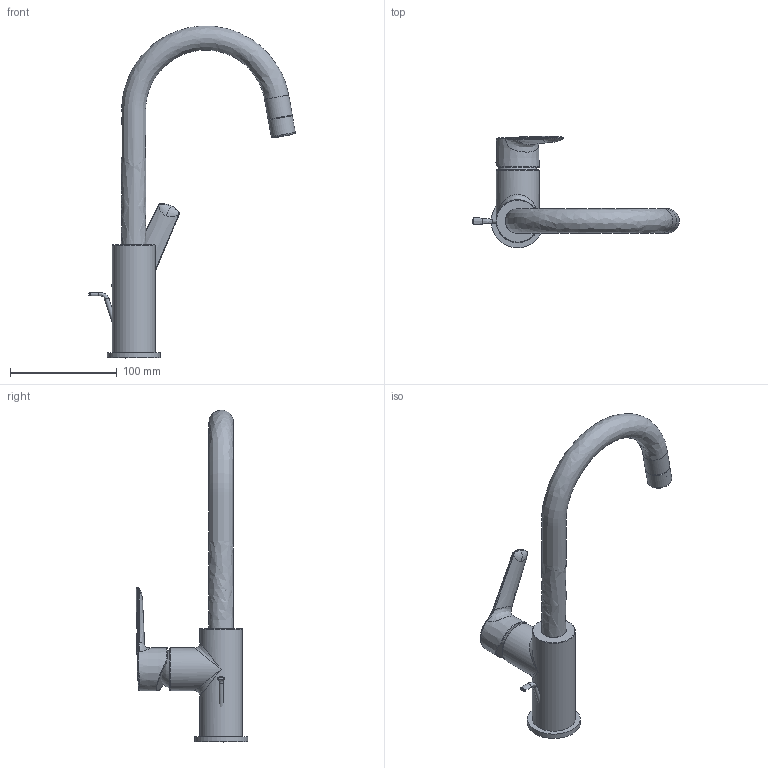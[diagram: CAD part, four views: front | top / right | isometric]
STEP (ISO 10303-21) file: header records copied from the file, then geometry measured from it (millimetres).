
FILE_DESCRIPTION(/* description */ ('Unknown'),/* implementation_level */ '2;1');
FILE_NAME(/* name */ '23554002',/* time_stamp */ '2022-09-08T14:36:49+02:00',/* author */ ('Unknown'),/* organization */ ('GROHE AG'),/* preprocessor_version */ 'ST-DEVELOPER v16.7',/* originating_system */ 'DEX',/* authorisation */ $);
FILE_SCHEMA (('AUTOMOTIVE_DESIGN {1 0 10303 214 3 1 1}'));
Length unit declared in the file: millimetre
Products named in the file (5): 23554002; 23554002_0; id80; A5.4132.0 Kundenmodell
Assembly tree (4 placements, depth 2):
  23554002
    23554002
    23554002_0
    id80
    A5.4132.0 Kundenmodell
Bounding box: 193.31 x 104.15 x 310.73 mm (x, y, z)
Volume: 50367.7 mm3; surface area: 63002.9 mm2
Topology: 3 solids, 16 shells, 393 faces, 3194 edges, 2749 vertices
Faces by surface type: plane 245, cylinder 95, bspline 29, cone 16, torus 7, sphere 1
Full cylindrical faces by diameter (mm): 4 x1, 4.6 x1, 5.6 x1, 11 x1, 13.9 x1, 13.95 x1, 17 x1, 18 x1, 20 x1, 20.1 x2, 20.9 x1, 21.1 x1, 22.8 x2, 23 x2, 40 x2, 49.5 x1
Entity records: 38986 total; most frequent: CARTESIAN_POINT 16433, ORIENTED_EDGE 4112, EDGE_CURVE 3129, DIRECTION 2906, VERTEX_POINT 2731, B_SPLINE_CURVE_WITH_KNOTS 1540, LINE 1010, VECTOR 1010
